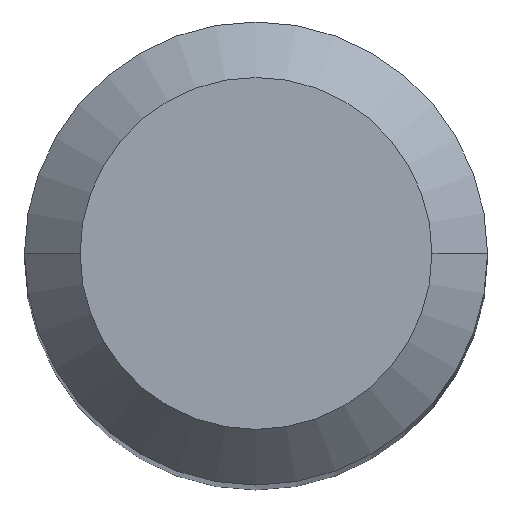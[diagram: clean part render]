
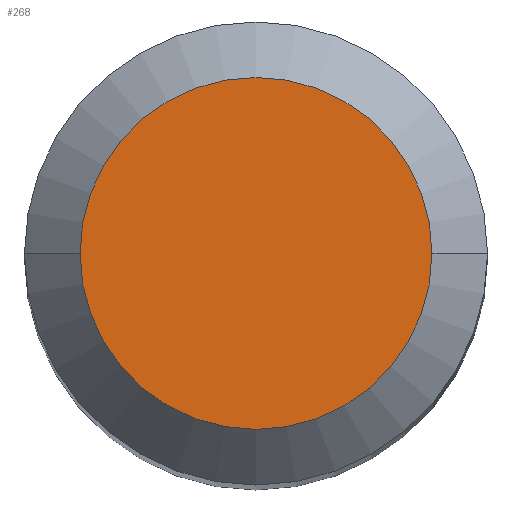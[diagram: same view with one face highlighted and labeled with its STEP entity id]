
A CAD part, top view. The second image highlights one B-rep face of the part: STEP entity #268.
In plain terms, the highlighted planar face has unit normal (0, 0, 1).
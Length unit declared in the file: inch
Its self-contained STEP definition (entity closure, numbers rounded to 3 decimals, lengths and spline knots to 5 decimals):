
#26 = CARTESIAN_POINT ( 'NONE',  ( 0., 0.0475, 0. ) ) ;
#49 = EDGE_CURVE ( 'NONE', #212, #77, #264, .T. ) ;
#54 = CARTESIAN_POINT ( 'NONE',  ( -0.0475, 0., 0. ) ) ;
#58 = DIRECTION ( 'NONE',  ( 1., 0., 0. ) ) ;
#67 = CIRCLE ( 'NONE', #108, 0.0475 ) ;
#74 = EDGE_CURVE ( 'NONE', #77, #212, #67, .T. ) ;
#77 = VERTEX_POINT ( 'NONE', #54 ) ;
#97 = FACE_OUTER_BOUND ( 'NONE', #438, .T. ) ;
#108 = AXIS2_PLACEMENT_3D ( 'NONE', #430, #457, #58 ) ;
#109 = DIRECTION ( 'NONE',  ( 0., 0., -1. ) ) ;
#189 = DIRECTION ( 'NONE',  ( 0., 0., 1. ) ) ;
#209 = ORIENTED_EDGE ( 'NONE', *, *, #74, .T. ) ;
#212 = VERTEX_POINT ( 'NONE', #450 ) ;
#216 = AXIS2_PLACEMENT_3D ( 'NONE', #368, #189, #378 ) ;
#264 = CIRCLE ( 'NONE', #216, 0.0475 ) ;
#268 = ADVANCED_FACE ( 'NONE', ( #97 ), #349, .F. ) ;
#286 = DIRECTION ( 'NONE',  ( -1., 0., 0. ) ) ;
#337 = AXIS2_PLACEMENT_3D ( 'NONE', #26, #109, #286 ) ;
#349 = PLANE ( 'NONE',  #337 ) ;
#362 = ORIENTED_EDGE ( 'NONE', *, *, #49, .T. ) ;
#368 = CARTESIAN_POINT ( 'NONE',  ( 0., 0., 0. ) ) ;
#378 = DIRECTION ( 'NONE',  ( 1., 0., 0. ) ) ;
#430 = CARTESIAN_POINT ( 'NONE',  ( 0., 0., 0. ) ) ;
#438 = EDGE_LOOP ( 'NONE', ( #209, #362 ) ) ;
#450 = CARTESIAN_POINT ( 'NONE',  ( 0.0475, 0., 0. ) ) ;
#457 = DIRECTION ( 'NONE',  ( 0., 0., 1. ) ) ;
